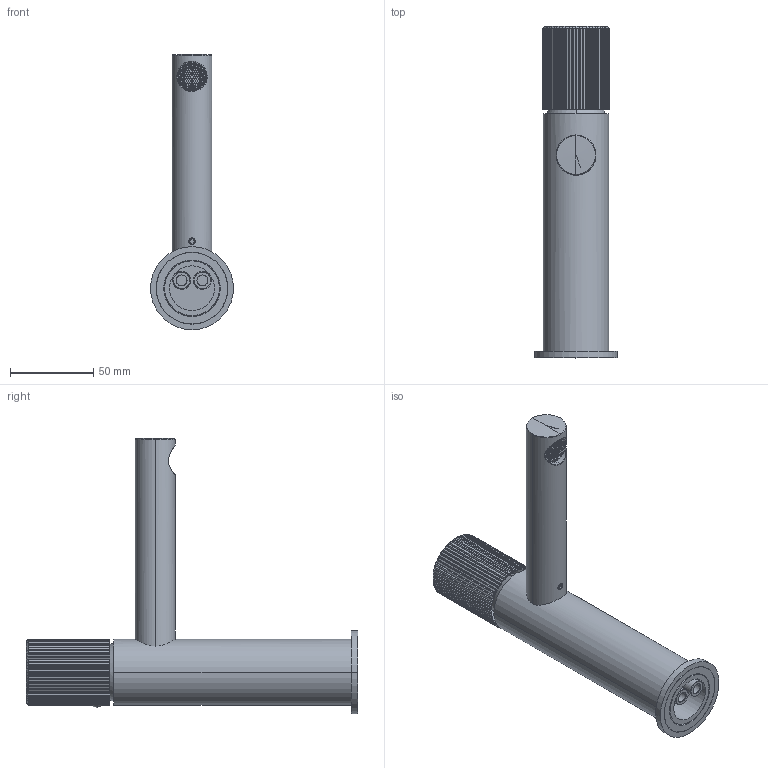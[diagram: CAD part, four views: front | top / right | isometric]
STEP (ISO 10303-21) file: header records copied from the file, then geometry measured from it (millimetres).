
FILE_DESCRIPTION((''),'2;1');
FILE_NAME('JO071CR','2021-02-02T14:51:31',('ut3'),('PAFFONI SpA'),'CREO PARAMETRIC BY PTC INC, 2020044','CREO PARAMETRIC BY PTC INC, 2020044','');
FILE_SCHEMA(('CONFIG_CONTROL_DESIGN','SHAPE_APPEARANCE_LAYERS_GROUPS'));
Length unit declared in the file: millimetre
Products named in the file (1): JO071CR
Bounding box: 50 x 199.85 x 165.9 mm (x, y, z)
Volume: 151516.9 mm3; surface area: 95524 mm2
Topology: 3 solids, 3 shells, 3088 faces, 8338 edges, 5309 vertices
Faces by surface type: plane 2061, cylinder 674, cone 141, bspline 127, torus 79, sphere 6
Entity records: 146425 total; most frequent: CARTESIAN_POINT 54008, ORIENTED_EDGE 16636, DIRECTION 12444, EDGE_CURVE 8318, VERTEX_POINT 5309, AXIS2_PLACEMENT_3D 4197, VECTOR 4050, LINE 4050
